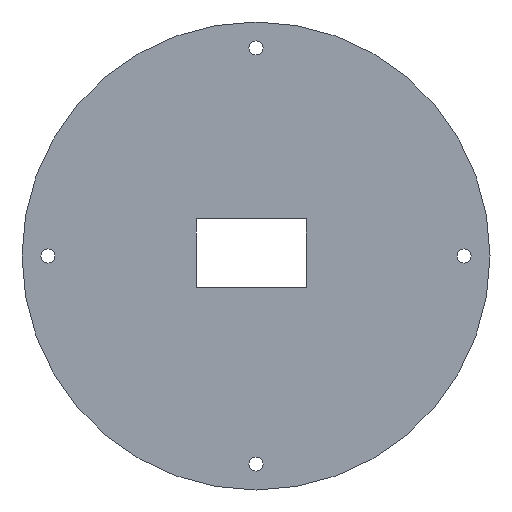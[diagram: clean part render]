
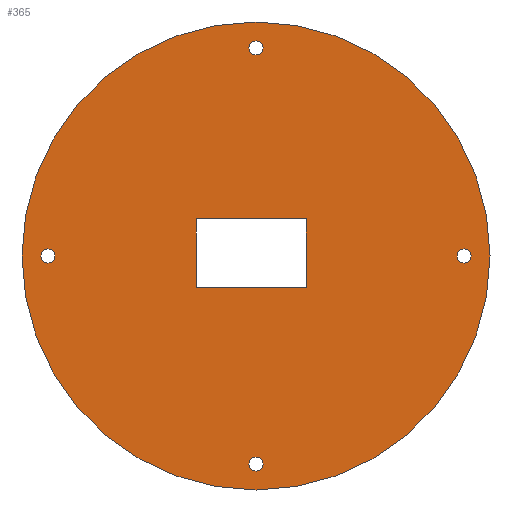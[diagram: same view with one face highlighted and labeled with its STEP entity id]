
A CAD part, front view. The second image highlights one B-rep face of the part: STEP entity #365.
In plain terms, the highlighted planar face has unit normal (0, -1, 0).
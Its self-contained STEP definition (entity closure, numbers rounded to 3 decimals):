
#2 = CARTESIAN_POINT ( 'NONE',  ( 0., 0., 42.961 ) ) ;
#8 = FACE_BOUND ( 'NONE', #410, .T. ) ;
#29 = CIRCLE ( 'NONE', #229, 1.5 ) ;
#34 = ORIENTED_EDGE ( 'NONE', *, *, #195, .F. ) ;
#36 = LINE ( 'NONE', #1176, #407 ) ;
#55 = VERTEX_POINT ( 'NONE', #698 ) ;
#69 = AXIS2_PLACEMENT_3D ( 'NONE', #885, #686, #767 ) ;
#70 = AXIS2_PLACEMENT_3D ( 'NONE', #1107, #83, #473 ) ;
#79 = PLANE ( 'NONE',  #895 ) ;
#83 = DIRECTION ( 'NONE',  ( 0., -1., 0. ) ) ;
#87 = VERTEX_POINT ( 'NONE', #216 ) ;
#91 = FACE_OUTER_BOUND ( 'NONE', #1200, .T. ) ;
#92 = EDGE_CURVE ( 'NONE', #55, #693, #1208, .T. ) ;
#99 = EDGE_CURVE ( 'NONE', #217, #1001, #449, .T. ) ;
#109 = CARTESIAN_POINT ( 'NONE',  ( -44.461, 0., 1.5 ) ) ;
#177 = ORIENTED_EDGE ( 'NONE', *, *, #712, .F. ) ;
#178 = CARTESIAN_POINT ( 'NONE',  ( 0., 0., -45.961 ) ) ;
#187 = CARTESIAN_POINT ( 'NONE',  ( -12.788, 0., 0. ) ) ;
#192 = AXIS2_PLACEMENT_3D ( 'NONE', #697, #780, #681 ) ;
#195 = EDGE_CURVE ( 'NONE', #360, #1181, #711, .T. ) ;
#196 = ORIENTED_EDGE ( 'NONE', *, *, #760, .F. ) ;
#200 = DIRECTION ( 'NONE',  ( 0., 0., -1. ) ) ;
#216 = CARTESIAN_POINT ( 'NONE',  ( 0., 0., -42.961 ) ) ;
#217 = VERTEX_POINT ( 'NONE', #717 ) ;
#229 = AXIS2_PLACEMENT_3D ( 'NONE', #915, #1198, #461 ) ;
#246 = ORIENTED_EDGE ( 'NONE', *, *, #921, .F. ) ;
#248 = VECTOR ( 'NONE', #1142, 1000. ) ;
#255 = ORIENTED_EDGE ( 'NONE', *, *, #677, .F. ) ;
#256 = LINE ( 'NONE', #187, #669 ) ;
#264 = CARTESIAN_POINT ( 'NONE',  ( 0., 0., 0. ) ) ;
#270 = CIRCLE ( 'NONE', #506, 1.5 ) ;
#288 = DIRECTION ( 'NONE',  ( 0., 0., -1. ) ) ;
#291 = DIRECTION ( 'NONE',  ( 0., 0., 1. ) ) ;
#294 = DIRECTION ( 'NONE',  ( 0., -1., 0. ) ) ;
#313 = CARTESIAN_POINT ( 'NONE',  ( 0., 0., 44.461 ) ) ;
#314 = EDGE_LOOP ( 'NONE', ( #1090, #330, #246, #34 ) ) ;
#320 = CARTESIAN_POINT ( 'NONE',  ( 44.461, 0., -1.5 ) ) ;
#327 = ORIENTED_EDGE ( 'NONE', *, *, #706, .F. ) ;
#330 = ORIENTED_EDGE ( 'NONE', *, *, #1034, .F. ) ;
#348 = CIRCLE ( 'NONE', #70, 1.5 ) ;
#359 = CARTESIAN_POINT ( 'NONE',  ( 0., 0., -6.659 ) ) ;
#360 = VERTEX_POINT ( 'NONE', #1025 ) ;
#365 = ADVANCED_FACE ( 'NONE', ( #8, #924, #856, #1108, #761, #91 ), #79, .T. ) ;
#383 = CARTESIAN_POINT ( 'NONE',  ( -44.461, 0., 0. ) ) ;
#389 = LINE ( 'NONE', #1138, #248 ) ;
#390 = CIRCLE ( 'NONE', #508, 50. ) ;
#407 = VECTOR ( 'NONE', #534, 1000. ) ;
#410 = EDGE_LOOP ( 'NONE', ( #196, #255 ) ) ;
#412 = EDGE_CURVE ( 'NONE', #890, #849, #270, .T. ) ;
#437 = EDGE_CURVE ( 'NONE', #693, #55, #583, .T. ) ;
#449 = CIRCLE ( 'NONE', #600, 50. ) ;
#459 = EDGE_CURVE ( 'NONE', #87, #762, #724, .T. ) ;
#461 = DIRECTION ( 'NONE',  ( 0., 0., -1. ) ) ;
#468 = ORIENTED_EDGE ( 'NONE', *, *, #92, .F. ) ;
#473 = DIRECTION ( 'NONE',  ( 0., 0., -1. ) ) ;
#502 = CARTESIAN_POINT ( 'NONE',  ( 0., 0., 0. ) ) ;
#506 = AXIS2_PLACEMENT_3D ( 'NONE', #383, #294, #1148 ) ;
#508 = AXIS2_PLACEMENT_3D ( 'NONE', #264, #935, #291 ) ;
#512 = CARTESIAN_POINT ( 'NONE',  ( 10.736, 0., 7.914 ) ) ;
#529 = CARTESIAN_POINT ( 'NONE',  ( 0., 0., -50. ) ) ;
#534 = DIRECTION ( 'NONE',  ( -1., 0., 0. ) ) ;
#539 = ORIENTED_EDGE ( 'NONE', *, *, #437, .F. ) ;
#560 = DIRECTION ( 'NONE',  ( 0., -1., 0. ) ) ;
#564 = CARTESIAN_POINT ( 'NONE',  ( 44.461, 0., 1.5 ) ) ;
#583 = CIRCLE ( 'NONE', #69, 1.5 ) ;
#586 = CIRCLE ( 'NONE', #725, 1.5 ) ;
#600 = AXIS2_PLACEMENT_3D ( 'NONE', #502, #774, #1165 ) ;
#627 = VERTEX_POINT ( 'NONE', #808 ) ;
#652 = EDGE_LOOP ( 'NONE', ( #678, #327 ) ) ;
#667 = AXIS2_PLACEMENT_3D ( 'NONE', #313, #792, #1069 ) ;
#669 = VECTOR ( 'NONE', #1111, 1000. ) ;
#677 = EDGE_CURVE ( 'NONE', #1046, #1110, #586, .T. ) ;
#678 = ORIENTED_EDGE ( 'NONE', *, *, #412, .F. ) ;
#681 = DIRECTION ( 'NONE',  ( 0., 0., -1. ) ) ;
#686 = DIRECTION ( 'NONE',  ( 0., -1., 0. ) ) ;
#693 = VERTEX_POINT ( 'NONE', #2 ) ;
#697 = CARTESIAN_POINT ( 'NONE',  ( 0., 0., -44.461 ) ) ;
#698 = CARTESIAN_POINT ( 'NONE',  ( 0., 0., 45.961 ) ) ;
#706 = EDGE_CURVE ( 'NONE', #849, #890, #348, .T. ) ;
#711 = LINE ( 'NONE', #359, #1167 ) ;
#712 = EDGE_CURVE ( 'NONE', #1001, #217, #390, .T. ) ;
#713 = ORIENTED_EDGE ( 'NONE', *, *, #1196, .F. ) ;
#717 = CARTESIAN_POINT ( 'NONE',  ( 0., 0., 50. ) ) ;
#724 = CIRCLE ( 'NONE', #192, 1.5 ) ;
#725 = AXIS2_PLACEMENT_3D ( 'NONE', #844, #560, #1203 ) ;
#737 = DIRECTION ( 'NONE',  ( 0., -1., 0. ) ) ;
#760 = EDGE_CURVE ( 'NONE', #1110, #1046, #29, .T. ) ;
#761 = FACE_BOUND ( 'NONE', #314, .T. ) ;
#762 = VERTEX_POINT ( 'NONE', #178 ) ;
#767 = DIRECTION ( 'NONE',  ( 0., 0., -1. ) ) ;
#769 = CARTESIAN_POINT ( 'NONE',  ( -44.461, 0., -1.5 ) ) ;
#774 = DIRECTION ( 'NONE',  ( 0., 1., 0. ) ) ;
#780 = DIRECTION ( 'NONE',  ( 0., -1., 0. ) ) ;
#792 = DIRECTION ( 'NONE',  ( 0., -1., 0. ) ) ;
#808 = CARTESIAN_POINT ( 'NONE',  ( -12.788, 0., 7.914 ) ) ;
#844 = CARTESIAN_POINT ( 'NONE',  ( 44.461, 0., 0. ) ) ;
#849 = VERTEX_POINT ( 'NONE', #769 ) ;
#856 = FACE_BOUND ( 'NONE', #652, .T. ) ;
#857 = EDGE_LOOP ( 'NONE', ( #1135, #713 ) ) ;
#879 = AXIS2_PLACEMENT_3D ( 'NONE', #942, #1048, #288 ) ;
#885 = CARTESIAN_POINT ( 'NONE',  ( 0., 0., 44.461 ) ) ;
#890 = VERTEX_POINT ( 'NONE', #109 ) ;
#895 = AXIS2_PLACEMENT_3D ( 'NONE', #1132, #737, #200 ) ;
#915 = CARTESIAN_POINT ( 'NONE',  ( 44.461, 0., 0. ) ) ;
#917 = DIRECTION ( 'NONE',  ( 1., 0., 0. ) ) ;
#921 = EDGE_CURVE ( 'NONE', #1181, #996, #389, .T. ) ;
#924 = FACE_BOUND ( 'NONE', #1080, .T. ) ;
#935 = DIRECTION ( 'NONE',  ( 0., 1., 0. ) ) ;
#942 = CARTESIAN_POINT ( 'NONE',  ( 0., 0., -44.461 ) ) ;
#973 = ORIENTED_EDGE ( 'NONE', *, *, #99, .F. ) ;
#996 = VERTEX_POINT ( 'NONE', #512 ) ;
#1001 = VERTEX_POINT ( 'NONE', #529 ) ;
#1025 = CARTESIAN_POINT ( 'NONE',  ( -12.788, 0., -6.659 ) ) ;
#1034 = EDGE_CURVE ( 'NONE', #996, #627, #36, .T. ) ;
#1046 = VERTEX_POINT ( 'NONE', #320 ) ;
#1048 = DIRECTION ( 'NONE',  ( 0., -1., 0. ) ) ;
#1069 = DIRECTION ( 'NONE',  ( 0., 0., -1. ) ) ;
#1080 = EDGE_LOOP ( 'NONE', ( #468, #539 ) ) ;
#1084 = EDGE_CURVE ( 'NONE', #627, #360, #256, .T. ) ;
#1090 = ORIENTED_EDGE ( 'NONE', *, *, #1084, .F. ) ;
#1107 = CARTESIAN_POINT ( 'NONE',  ( -44.461, 0., 0. ) ) ;
#1108 = FACE_BOUND ( 'NONE', #857, .T. ) ;
#1110 = VERTEX_POINT ( 'NONE', #564 ) ;
#1111 = DIRECTION ( 'NONE',  ( 0., 0., -1. ) ) ;
#1116 = CIRCLE ( 'NONE', #879, 1.5 ) ;
#1132 = CARTESIAN_POINT ( 'NONE',  ( 0., 0., 0. ) ) ;
#1135 = ORIENTED_EDGE ( 'NONE', *, *, #459, .F. ) ;
#1138 = CARTESIAN_POINT ( 'NONE',  ( 10.736, 0., 0. ) ) ;
#1142 = DIRECTION ( 'NONE',  ( 0., 0., 1. ) ) ;
#1148 = DIRECTION ( 'NONE',  ( 0., 0., -1. ) ) ;
#1165 = DIRECTION ( 'NONE',  ( 0., 0., 1. ) ) ;
#1167 = VECTOR ( 'NONE', #917, 1000. ) ;
#1176 = CARTESIAN_POINT ( 'NONE',  ( 0., 0., 7.914 ) ) ;
#1181 = VERTEX_POINT ( 'NONE', #1214 ) ;
#1196 = EDGE_CURVE ( 'NONE', #762, #87, #1116, .T. ) ;
#1198 = DIRECTION ( 'NONE',  ( 0., -1., 0. ) ) ;
#1200 = EDGE_LOOP ( 'NONE', ( #177, #973 ) ) ;
#1203 = DIRECTION ( 'NONE',  ( 0., 0., -1. ) ) ;
#1208 = CIRCLE ( 'NONE', #667, 1.5 ) ;
#1214 = CARTESIAN_POINT ( 'NONE',  ( 10.736, 0., -6.659 ) ) ;
